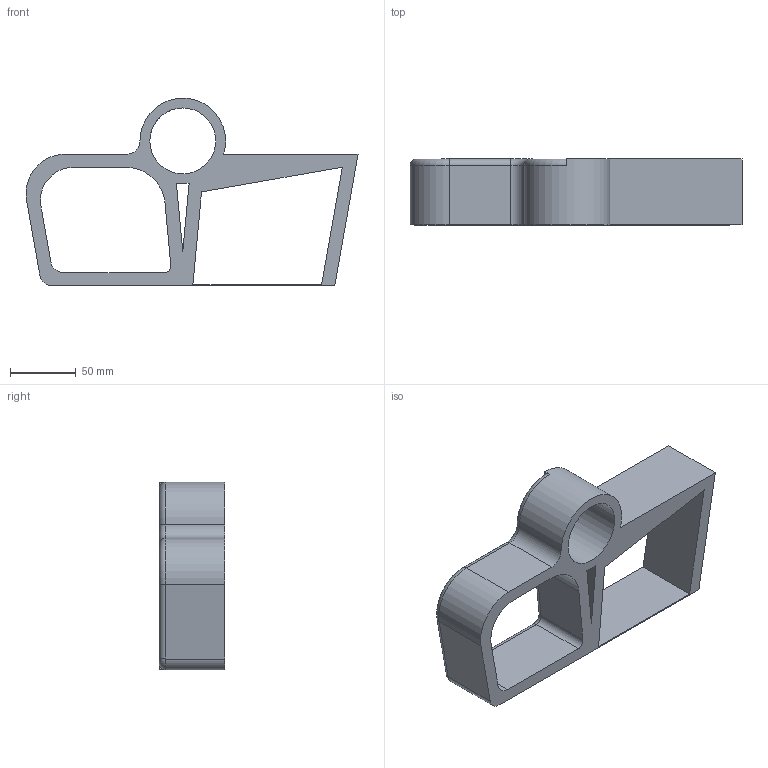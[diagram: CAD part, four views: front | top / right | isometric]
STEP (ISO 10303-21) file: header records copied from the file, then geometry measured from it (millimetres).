
FILE_DESCRIPTION(('HOOPS Exchange Step'),'2;1');
FILE_NAME('temp_export','2024-01-30T17:04:36+01:00',('johannespusicha'),('Shapr3D Limited'),'HOOPS Exchange 2023.2','Shapr3D','Authorized');
FILE_SCHEMA( ('AUTOMOTIVE_DESIGN { 1 0 10303 214 1 1 1 1 }') );
Length unit declared in the file: millimetre
Products named in the file (2): steg_bauteil.stp; root
Assembly tree (1 placements, depth 2):
  root
    steg_bauteil.stp
Bounding box: 251.92 x 50 x 142.5 mm (x, y, z)
Volume: 429257.3 mm3; surface area: 99210.1 mm2
Topology: 1 solids, 1 shells, 57 faces, 155 edges, 95 vertices
Faces by surface type: plane 24, cylinder 19, torus 12, bspline 2
Full cylindrical faces by diameter (mm): 50 x1
Entity records: 2015 total; most frequent: CARTESIAN_POINT 496, DIRECTION 326, ORIENTED_EDGE 306, EDGE_CURVE 153, AXIS2_PLACEMENT_3D 121, VERTEX_POINT 95, VECTOR 84, LINE 84
